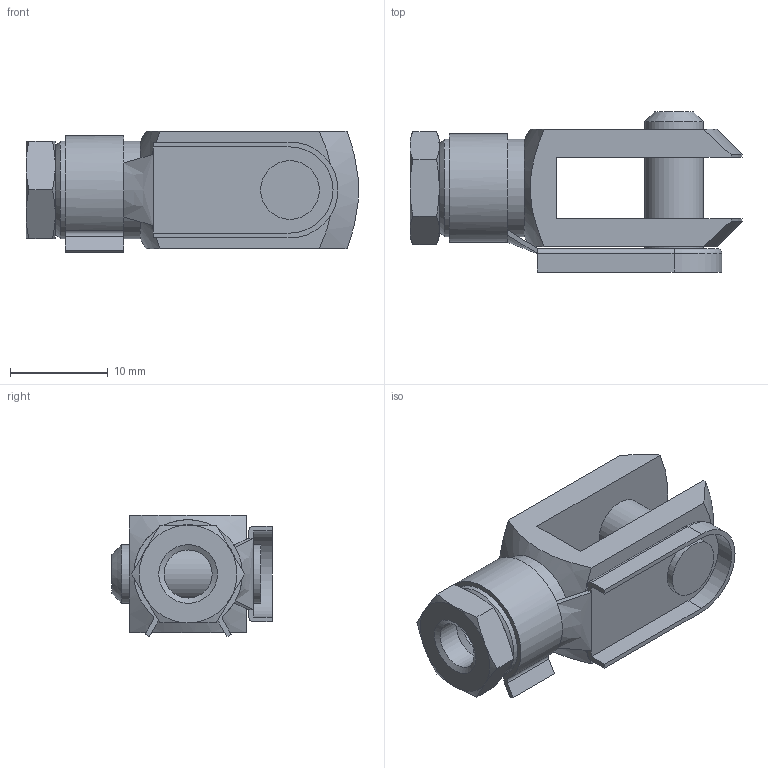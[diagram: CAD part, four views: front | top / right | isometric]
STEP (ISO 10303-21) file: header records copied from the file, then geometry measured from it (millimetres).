
FILE_DESCRIPTION(/* description */ ('Unknown'),/* implementation_level */ '2;1');
FILE_NAME(/* name */ 'CL-DYM-050',/* time_stamp */ '2024-02-14T07:27:35+01:00',/* author */ ('Unknown'),/* organization */ ('Unknown'),/* preprocessor_version */ 'ST-DEVELOPER v18.104',/* originating_system */ 'Solid Edge',/* authorisation */ 'Unknown');
FILE_SCHEMA (('AUTOMOTIVE_DESIGN {1 0 10303 214 3 1 1}'));
Length unit declared in the file: millimetre
Products named in the file (4): 133_ZU_DYM-050_15_35N; 917_00029_MU-M06x05d; 913_00006_ES-Bolzen M6x12; 913_00000_Gabelkopf-M6x12
Assembly tree (3 placements, depth 2):
  133_ZU_DYM-050_15_35N
    917_00029_MU-M06x05d
    913_00006_ES-Bolzen M6x12
    913_00000_Gabelkopf-M6x12
Bounding box: 33.95 x 16.4 x 12.41 mm (x, y, z)
Volume: 2747.3 mm3; surface area: 3368.9 mm2
Topology: 3 solids, 3 shells, 80 faces, 195 edges, 123 vertices
Faces by surface type: plane 38, cone 20, cylinder 19, bspline 2, torus 1
Full cylindrical faces by diameter (mm): 4.917 x2, 6 x4, 10 x1
Entity records: 2722 total; most frequent: CARTESIAN_POINT 580, DIRECTION 360, ORIENTED_EDGE 348, EDGE_CURVE 174, AXIS2_PLACEMENT_3D 140, VERTEX_POINT 115, EDGE_LOOP 103, FACE_BOUND 103
